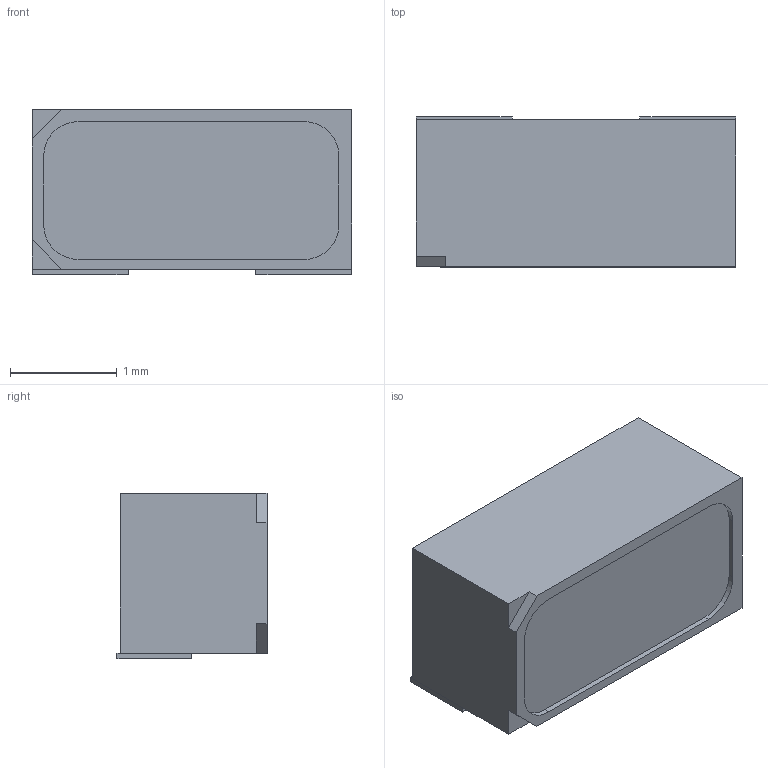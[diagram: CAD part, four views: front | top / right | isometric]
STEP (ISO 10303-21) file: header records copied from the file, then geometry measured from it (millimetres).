
FILE_DESCRIPTION(('FreeCAD Model'),'2;1');
FILE_NAME('Open CASCADE Shape Model','2023-04-15T17:18:02',('Author'),( ''),'Open CASCADE STEP processor 7.5','FreeCAD','Unknown');
FILE_SCHEMA(('AUTOMOTIVE_DESIGN { 1 0 10303 214 1 1 1 1 }'));
Length unit declared in the file: millimetre
Products named in the file (1): Pocket001
Bounding box: 3 x 1.41 x 1.55 mm (x, y, z)
Volume: 6.1 mm3; surface area: 22.2 mm2
Topology: 1 solids, 1 shells, 31 faces, 78 edges, 50 vertices
Faces by surface type: plane 27, cylinder 4
Entity records: 2093 total; most frequent: CARTESIAN_POINT 356, DIRECTION 286, LINE 202, VECTOR 202, ORIENTED_EDGE 156, PCURVE 156, DEFINITIONAL_REPRESENTATION 156, EDGE_CURVE 78
